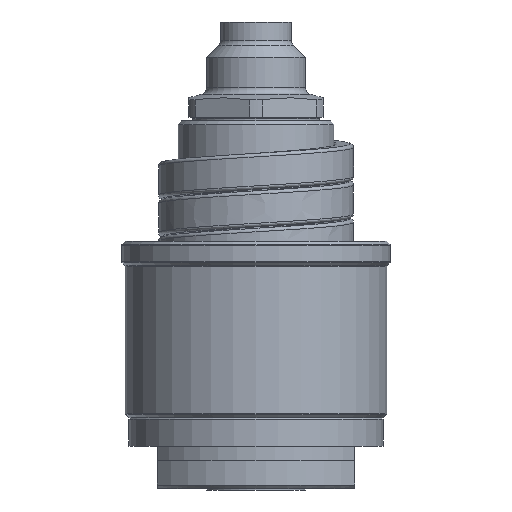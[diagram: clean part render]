
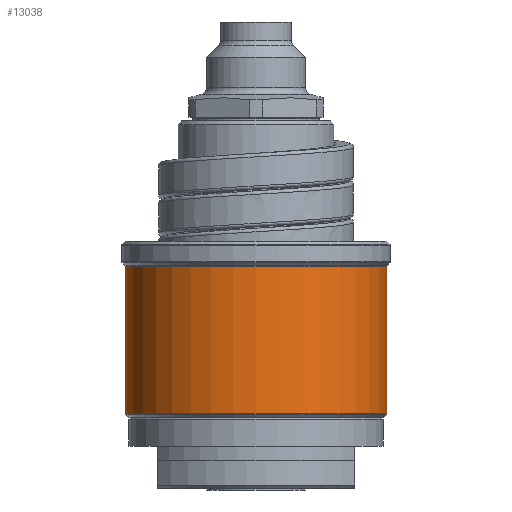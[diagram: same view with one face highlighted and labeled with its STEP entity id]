
A CAD part, front view. The second image highlights one B-rep face of the part: STEP entity #13038.
In plain terms, the highlighted cylindrical face has radius 18.5 mm (diameter 37 mm), a partial arc.
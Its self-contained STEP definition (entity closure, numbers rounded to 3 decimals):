
#4771=CARTESIAN_POINT('',(0.,0.,10.583));
#4772=DIRECTION('',(0.,0.,1.));
#4773=DIRECTION('',(-1.,0.,0.));
#4774=AXIS2_PLACEMENT_3D('',#4771,#4772,#4773);
#4776=DIRECTION('',(0.,0.,-1.));
#4777=VECTOR('',#4776,20.834);
#4778=CARTESIAN_POINT('',(-18.5,0.,31.417));
#4779=LINE('',#4778,#4777);
#4780=CARTESIAN_POINT('',(0.,0.,31.417));
#4781=DIRECTION('',(0.,0.,1.));
#4782=DIRECTION('',(-1.,0.,0.));
#4783=AXIS2_PLACEMENT_3D('',#4780,#4781,#4782);
#4785=DIRECTION('',(0.,0.,-1.));
#4786=VECTOR('',#4785,20.834);
#4787=CARTESIAN_POINT('',(18.5,0.,31.417));
#4788=LINE('',#4787,#4786);
#5111=CARTESIAN_POINT('',(18.5,0.,31.417));
#5112=CARTESIAN_POINT('',(-18.5,0.,31.417));
#5113=VERTEX_POINT('',#5111);
#5114=VERTEX_POINT('',#5112);
#5137=CARTESIAN_POINT('',(18.5,0.,10.583));
#5138=VERTEX_POINT('',#5137);
#5139=CARTESIAN_POINT('',(-18.5,0.,10.583));
#5140=VERTEX_POINT('',#5139);
#13026=CARTESIAN_POINT('',(0.,0.,8.75));
#13027=DIRECTION('',(0.,0.,1.));
#13028=DIRECTION('',(-1.,0.,0.));
#13029=AXIS2_PLACEMENT_3D('',#13026,#13027,#13028);
#13030=CYLINDRICAL_SURFACE('',#13029,18.5);
#13031=ORIENTED_EDGE('',*,*,#11255,.F.);
#13032=ORIENTED_EDGE('',*,*,#11236,.F.);
#13034=ORIENTED_EDGE('',*,*,#13033,.T.);
#13035=ORIENTED_EDGE('',*,*,#11232,.T.);
#13036=EDGE_LOOP('',(#13031,#13032,#13034,#13035));
#13037=FACE_OUTER_BOUND('',#13036,.F.);
#4775=CIRCLE('',#4774,18.5);
#4784=CIRCLE('',#4783,18.5);
#11232=EDGE_CURVE('',#5113,#5138,#4788,.T.);
#11236=EDGE_CURVE('',#5114,#5140,#4779,.T.);
#11255=EDGE_CURVE('',#5140,#5138,#4775,.T.);
#13033=EDGE_CURVE('',#5114,#5113,#4784,.T.);
#13038=ADVANCED_FACE('',(#13037),#13030,.T.);
